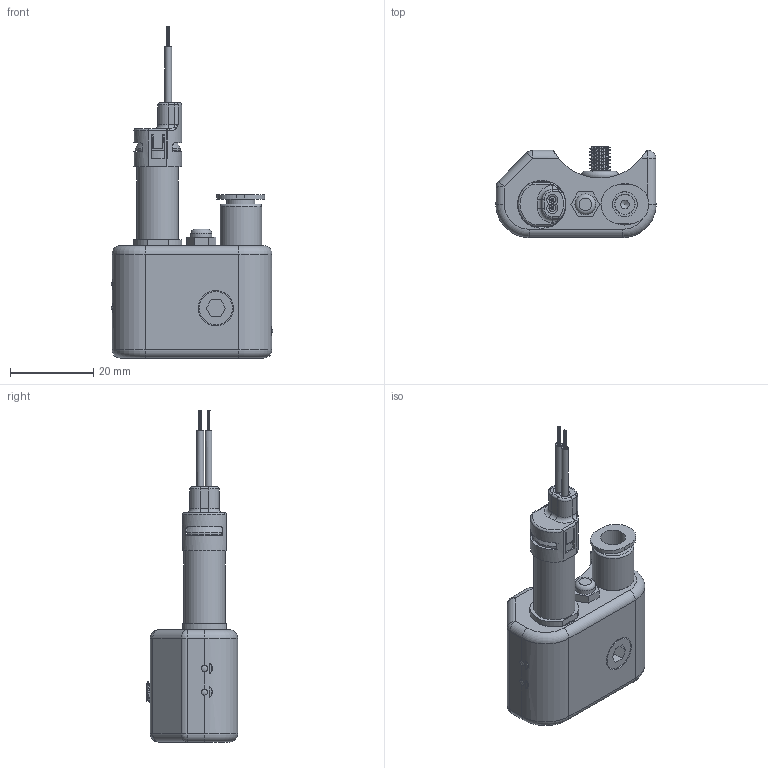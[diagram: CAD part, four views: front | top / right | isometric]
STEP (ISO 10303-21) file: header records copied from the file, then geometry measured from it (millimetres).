
FILE_DESCRIPTION(/* description */ (''),/* implementation_level */ '2;1');
FILE_NAME(/* name */ '508582_Speedbox_Vereinfachen_1.stp',/* time_stamp */ '2022-10-13T10:55:50+02:00',/* author */ ('glueck'),/* organization */ (''),/* preprocessor_version */ 'ST-DEVELOPER v19.2',/* originating_system */ 'Autodesk Inventor 2023',/* authorisation */ '');
FILE_SCHEMA (('AUTOMOTIVE_DESIGN { 1 0 10303 214 3 1 1 }'));
Products named in the file (1): 508582_Speedbox_Vereinfachen_1
Bounding box: 38.8 x 22 x 79.9 mm (x, y, z)
Volume: 20180.2 mm3; surface area: 7908.2 mm2
Topology: 1 solids, 1 shells, 1080 faces, 2826 edges, 1695 vertices
Faces by surface type: cylinder 425, plane 342, bspline 124, torus 114, sphere 51, cone 24
Full cylindrical faces by diameter (mm): 0.15 x38, 1.6 x2, 1.62 x2, 4.1 x1, 4.134 x9, 5 x7, 6 x1, 6.8 x1, 8 x1, 8.5 x1, 10 x4, 11.1 x1, 11.113 x3, 11.5 x1
Entity records: 43833 total; most frequent: CARTESIAN_POINT 16607, ORIENTED_EDGE 5550, DIRECTION 5464, EDGE_CURVE 2775, AXIS2_PLACEMENT_3D 2122, VERTEX_POINT 1695, LINE 1220, VECTOR 1220
